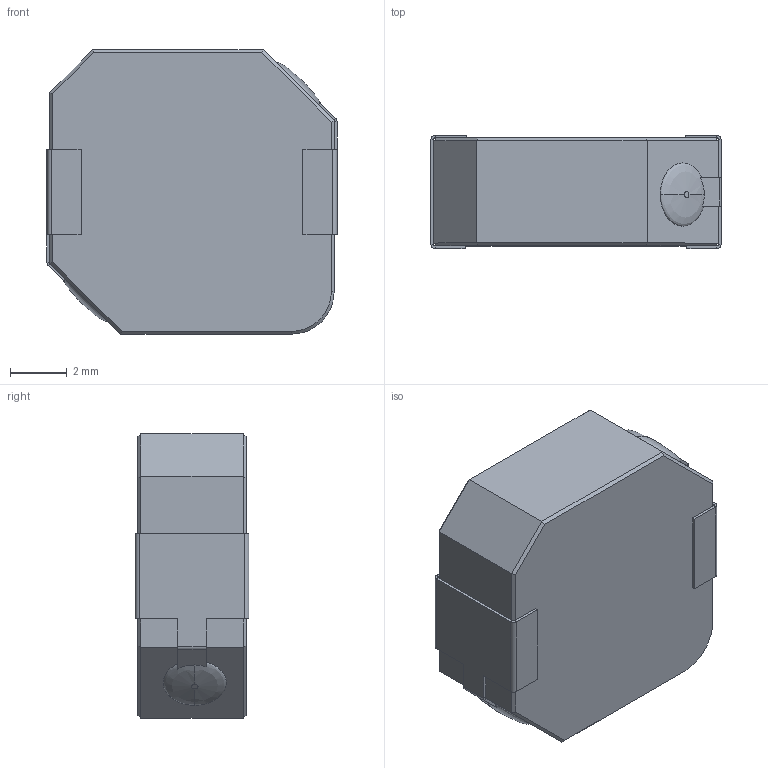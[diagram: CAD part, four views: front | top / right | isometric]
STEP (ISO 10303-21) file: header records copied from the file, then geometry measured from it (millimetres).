
FILE_DESCRIPTION (( 'STEP AP214' ), '1' );
FILE_NAME ('CDRH104R-xxxx.STEP', '2023-11-23T22:53:55', ( '' ), ( '' ), 'SwSTEP 2.0', 'SolidWorks 2021', '' );
FILE_SCHEMA (( 'AUTOMOTIVE_DESIGN' ));
Length unit declared in the file: millimetre
Products named in the file (1): CDRH104R-xxxx
Bounding box: 10.2 x 4 x 10 mm (x, y, z)
Volume: 348.6 mm3; surface area: 437.5 mm2
Topology: 3 solids, 3 shells, 124 faces, 282 edges, 166 vertices
Faces by surface type: plane 93, cylinder 21, cone 6, bspline 4
Entity records: 3922 total; most frequent: CARTESIAN_POINT 1149, ORIENTED_EDGE 564, DIRECTION 548, EDGE_CURVE 282, VECTOR 210, LINE 210, AXIS2_PLACEMENT_3D 169, VERTEX_POINT 166
